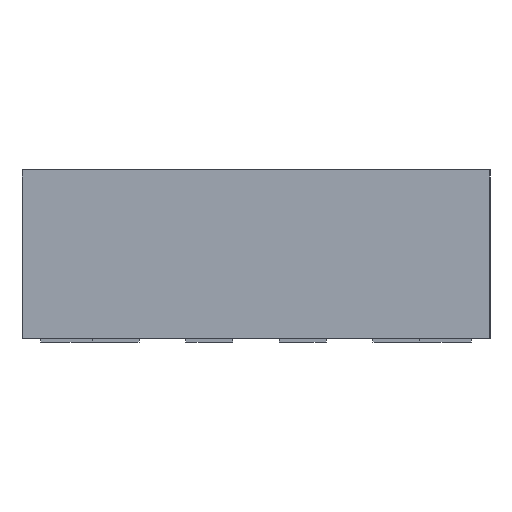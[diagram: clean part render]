
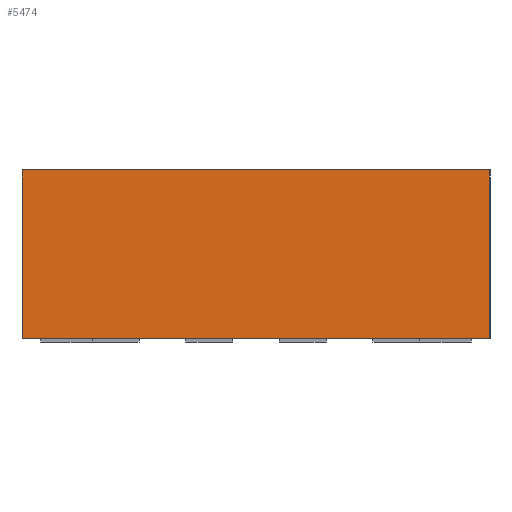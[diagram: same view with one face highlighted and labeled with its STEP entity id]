
A CAD part, left-side view. The second image highlights one B-rep face of the part: STEP entity #5474.
In plain terms, the highlighted planar face has unit normal (-1, 0, 0).
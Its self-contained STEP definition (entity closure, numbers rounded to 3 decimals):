
#268 = FACE_OUTER_BOUND ( 'NONE', #6297, .T. ) ;
#509 = VECTOR ( 'NONE', #10055, 1000. ) ;
#1717 = ORIENTED_EDGE ( 'NONE', *, *, #16086, .T. ) ;
#2551 = LINE ( 'NONE', #20671, #4523 ) ;
#3460 = CARTESIAN_POINT ( 'NONE',  ( -1.5, 1.25, 0.92 ) ) ;
#3609 = EDGE_CURVE ( 'NONE', #12030, #7872, #18734, .T. ) ;
#4523 = VECTOR ( 'NONE', #20566, 1000. ) ;
#4995 = DIRECTION ( 'NONE',  ( 0., 0., -1. ) ) ;
#5474 = ADVANCED_FACE ( 'NONE', ( #268 ), #13136, .F. ) ;
#6297 = EDGE_LOOP ( 'NONE', ( #15476, #6568, #13411, #1717 ) ) ;
#6568 = ORIENTED_EDGE ( 'NONE', *, *, #8183, .F. ) ;
#7436 = VECTOR ( 'NONE', #9455, 1000. ) ;
#7872 = VERTEX_POINT ( 'NONE', #17269 ) ;
#8183 = EDGE_CURVE ( 'NONE', #7872, #18281, #2551, .T. ) ;
#9455 = DIRECTION ( 'NONE',  ( 0., -1., 0. ) ) ;
#10055 = DIRECTION ( 'NONE',  ( 0., -1., 0. ) ) ;
#11974 = CARTESIAN_POINT ( 'NONE',  ( -1.5, -1.25, 0.92 ) ) ;
#12030 = VERTEX_POINT ( 'NONE', #3460 ) ;
#12520 = VERTEX_POINT ( 'NONE', #16246 ) ;
#13084 = EDGE_CURVE ( 'NONE', #12520, #18281, #16381, .T. ) ;
#13136 = PLANE ( 'NONE',  #18447 ) ;
#13411 = ORIENTED_EDGE ( 'NONE', *, *, #3609, .F. ) ;
#13464 = VECTOR ( 'NONE', #4995, 1000. ) ;
#13771 = DIRECTION ( 'NONE',  ( 0., 0., -1. ) ) ;
#14359 = CARTESIAN_POINT ( 'NONE',  ( -1.5, 1.25, 0.92 ) ) ;
#15476 = ORIENTED_EDGE ( 'NONE', *, *, #13084, .T. ) ;
#16086 = EDGE_CURVE ( 'NONE', #12030, #12520, #19417, .T. ) ;
#16246 = CARTESIAN_POINT ( 'NONE',  ( -1.5, 1.25, 0.02 ) ) ;
#16381 = LINE ( 'NONE', #17665, #509 ) ;
#16619 = DIRECTION ( 'NONE',  ( 1., 0., 0. ) ) ;
#17269 = CARTESIAN_POINT ( 'NONE',  ( -1.5, -1.25, 0.92 ) ) ;
#17665 = CARTESIAN_POINT ( 'NONE',  ( -1.5, -1.25, 0.02 ) ) ;
#18281 = VERTEX_POINT ( 'NONE', #18361 ) ;
#18361 = CARTESIAN_POINT ( 'NONE',  ( -1.5, -1.25, 0.02 ) ) ;
#18447 = AXIS2_PLACEMENT_3D ( 'NONE', #11974, #16619, #13771 ) ;
#18734 = LINE ( 'NONE', #20745, #7436 ) ;
#19417 = LINE ( 'NONE', #14359, #13464 ) ;
#20566 = DIRECTION ( 'NONE',  ( 0., 0., -1. ) ) ;
#20671 = CARTESIAN_POINT ( 'NONE',  ( -1.5, -1.25, 0.92 ) ) ;
#20745 = CARTESIAN_POINT ( 'NONE',  ( -1.5, -1.25, 0.92 ) ) ;
